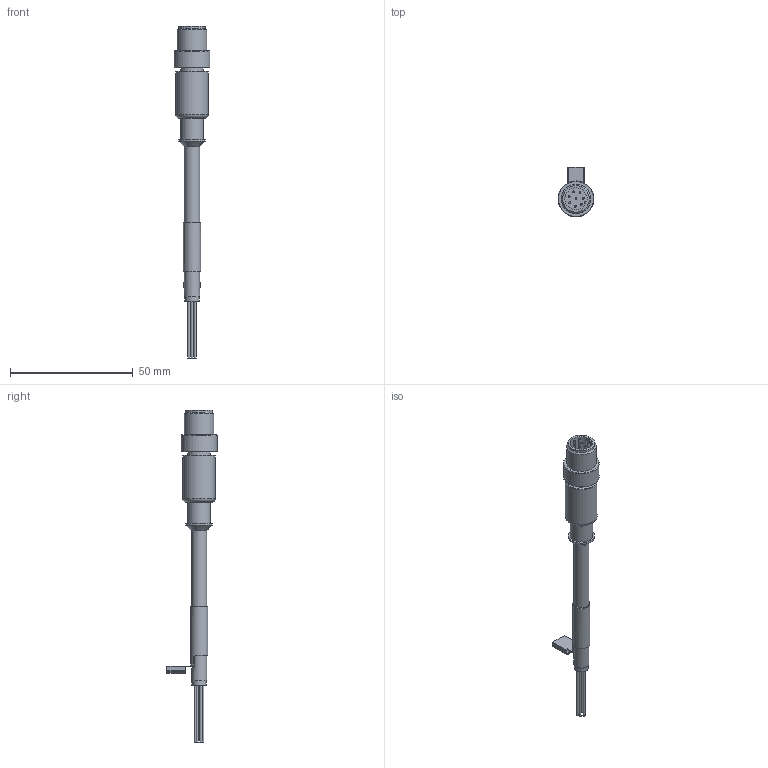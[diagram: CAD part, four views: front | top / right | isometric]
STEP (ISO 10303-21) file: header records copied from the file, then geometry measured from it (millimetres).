
FILE_DESCRIPTION(/* description */ ('STEP AP214'),/* implementation_level */ '2;1');
FILE_NAME(/* name */ '1449600_NEBM-SM12G8-E-1_5-Q5-LE6',/* time_stamp */ '2024-09-12T19:39:04+02:00',/* author */ ('License CC BY-ND 4.0'),/* organization */ ('CADENAS'),/* preprocessor_version */ 'ST-DEVELOPER v19.3',/* originating_system */ 'PARTsolutions',/* authorisation */ ' ');
FILE_SCHEMA (('AP203_CONFIGURATION_CONTROLLED_3D_DESIGN_OF_MECHANICAL_PARTS_AND_ASSEMBLIES_MIM_LF { 1 0 10303 203 3 1 4 }','AUTOMOTIVE_DESIGN {1 0 10303 214 3 1 1}'));
Length unit declared in the file: millimetre
Products named in the file (1): 1449600 NEBM-SM12G8-E-1.5-Q5-LE6
Bounding box: 14.6 x 20.4 x 135 mm (x, y, z)
Volume: 7374.1 mm3; surface area: 4782.2 mm2
Topology: 1 solids, 1 shells, 91 faces, 192 edges, 126 vertices
Faces by surface type: plane 45, cylinder 40, cone 4, torus 2
Full cylindrical faces by diameter (mm): 0.8 x8, 0.9 x6, 4.8 x1, 5.8 x1, 6.2 x2, 7 x1, 9.2 x2, 10.7 x1, 10.773 x1, 12 x1, 13.2 x1, 14.6 x1
Entity records: 2930 total; most frequent: DIRECTION 426, CARTESIAN_POINT 370, ORIENTED_EDGE 312, AXIS2_PLACEMENT_3D 178, EDGE_CURVE 156, EDGE_LOOP 146, FACE_BOUND 146, VERTEX_POINT 122
